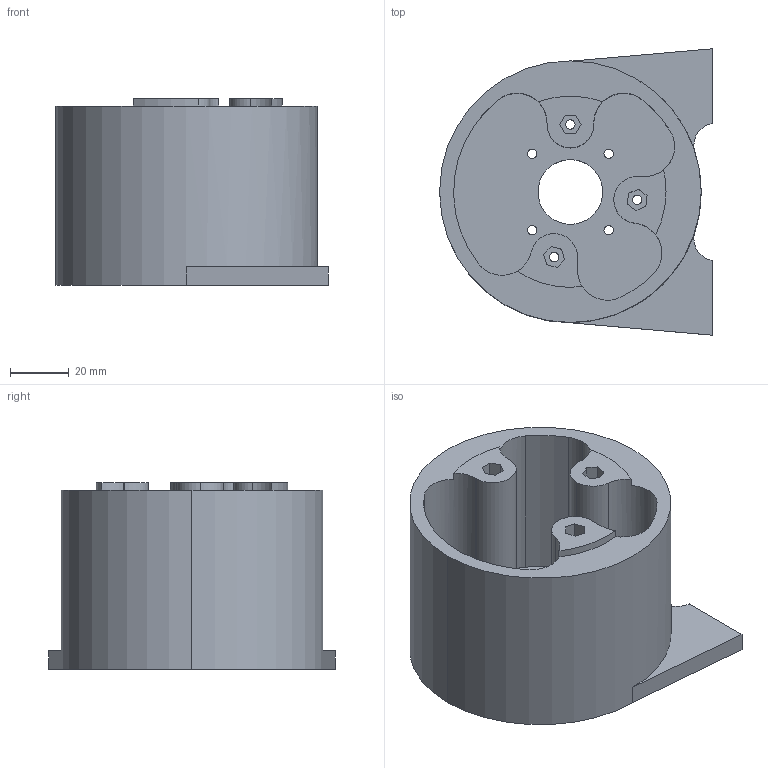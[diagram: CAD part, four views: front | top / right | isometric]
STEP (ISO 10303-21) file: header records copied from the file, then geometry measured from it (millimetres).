
FILE_DESCRIPTION (( 'STEP AP214' ), '1' );
FILE_NAME ('SideCap 2 FINAL.STEP', '2023-09-22T23:43:59', ( '' ), ( '' ), 'SwSTEP 2.0', 'SolidWorks 2023', '' );
FILE_SCHEMA (( 'AUTOMOTIVE_DESIGN' ));
Length unit declared in the file: inch
Products named in the file (1): SideCap 2 FINAL
Bounding box: 92.71 x 97.34 x 63.5 mm (x, y, z)
Volume: 186152.3 mm3; surface area: 53956.9 mm2
Topology: 1 solids, 1 shells, 84 faces, 225 edges, 150 vertices
Faces by surface type: cylinder 44, plane 40
Entity records: 2726 total; most frequent: DIRECTION 493, CARTESIAN_POINT 460, ORIENTED_EDGE 450, EDGE_CURVE 225, AXIS2_PLACEMENT_3D 183, VERTEX_POINT 150, VECTOR 127, LINE 127
